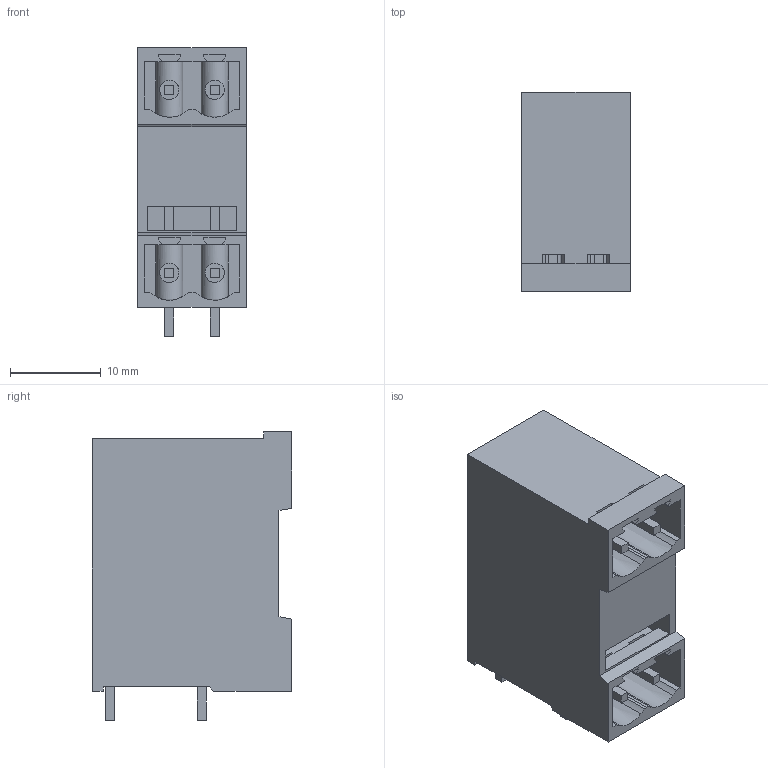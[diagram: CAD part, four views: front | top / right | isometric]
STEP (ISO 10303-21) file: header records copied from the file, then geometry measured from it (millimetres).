
FILE_DESCRIPTION(('CATIA V5R24 STEP','CAx-IF Rec.Pracs.--- Model Styling and Organization---1.4--- 2014-01-23'),'2;1');
FILE_NAME ('D1459516_1_1933510000_1933510000.stp','2021-12-08T07:26:06+00:00',('none'),('Weidmueller'),'CATIA Version 5-6 Release 2016 SP3 HF44','CATIA V5 STEP AP214','none');
FILE_SCHEMA(('AUTOMOTIVE_DESIGN { 1 0 10303 214 1 1 1 1 }'));
Length unit declared in the file: millimetre
Products named in the file (1): 1933510000
Bounding box: 12 x 22 x 31.85 mm (x, y, z)
Volume: 5325 mm3; surface area: 4586.9 mm2
Topology: 5 solids, 5 shells, 211 faces, 587 edges, 389 vertices
Faces by surface type: plane 183, cylinder 24, extrusion 4
Entity records: 6739 total; most frequent: CARTESIAN_POINT 1526, ORIENTED_EDGE 1174, DIRECTION 871, EDGE_CURVE 587, VECTOR 529, LINE 525, VERTEX_POINT 389, EDGE_LOOP 234
